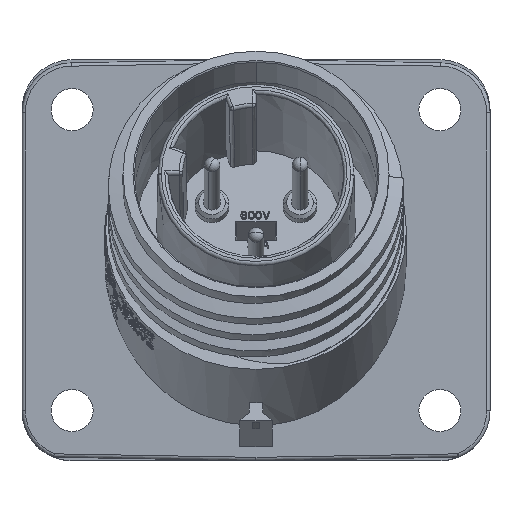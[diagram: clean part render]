
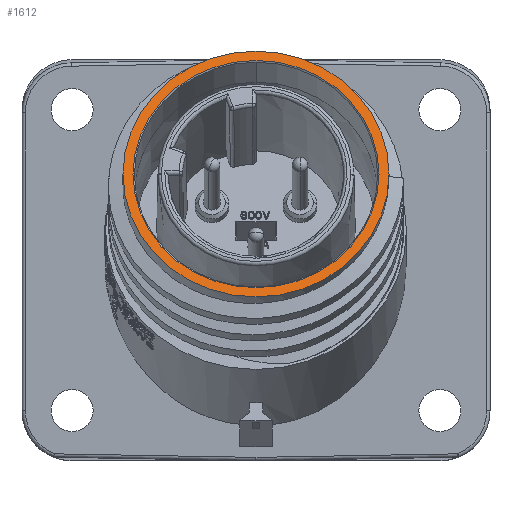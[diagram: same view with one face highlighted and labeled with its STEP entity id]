
A CAD part, top view. The second image highlights one B-rep face of the part: STEP entity #1612.
In plain terms, the highlighted planar face has unit normal (0, 0.383, 0.924).
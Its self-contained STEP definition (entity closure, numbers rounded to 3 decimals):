
#1612=ADVANCED_FACE('',(#6578,#6579),#6580,.T.);
#6578=FACE_OUTER_BOUND('',#15905,.T.);
#6579=FACE_BOUND('',#15906,.T.);
#6580=PLANE('',#15907);
#15905=EDGE_LOOP('',(#33857,#33858));
#15906=EDGE_LOOP('',(#33859,#33860,#33861,#33862));
#15907=AXIS2_PLACEMENT_3D('',#33863,#33864,#33865);
#33857=ORIENTED_EDGE('',*,*,#52463,.T.);
#33858=ORIENTED_EDGE('',*,*,#52466,.T.);
#33859=ORIENTED_EDGE('',*,*,#47074,.T.);
#33860=ORIENTED_EDGE('',*,*,#52467,.T.);
#33861=ORIENTED_EDGE('',*,*,#52468,.T.);
#33862=ORIENTED_EDGE('',*,*,#47079,.T.);
#33863=CARTESIAN_POINT('',(0.0,43.036,19.401));
#33864=DIRECTION('',(0.0,0.383,0.924));
#33865=DIRECTION('',(1.0,-0.0,0.0));
#47074=EDGE_CURVE('',#56090,#56087,#56091,.T.);
#47079=EDGE_CURVE('',#56096,#56090,#56099,.T.);
#52463=EDGE_CURVE('',#65406,#65407,#65408,.T.);
#52466=EDGE_CURVE('',#65407,#65406,#65411,.T.);
#52467=EDGE_CURVE('',#56087,#65412,#65413,.T.);
#52468=EDGE_CURVE('',#65412,#56096,#65414,.T.);
#56087=VERTEX_POINT('',#71317);
#56090=VERTEX_POINT('',#71321);
#56091=CIRCLE('',#71322,18.4);
#56096=VERTEX_POINT('',#71328);
#56099=CIRCLE('',#71332,18.4);
#65406=VERTEX_POINT('',#89719);
#65407=VERTEX_POINT('',#89720);
#65408=CIRCLE('',#89721,19.9);
#65411=CIRCLE('',#89726,19.9);
#65412=VERTEX_POINT('',#89727);
#65413=CIRCLE('',#89728,18.4);
#65414=CIRCLE('',#89729,18.4);
#71317=CARTESIAN_POINT('',(-18.4,12.82,31.918));
#71321=CARTESIAN_POINT('',(0.,-4.179,38.959));
#71322=AXIS2_PLACEMENT_3D('',#100589,#100590,#100591);
#71328=CARTESIAN_POINT('',(18.4,12.82,31.918));
#71332=AXIS2_PLACEMENT_3D('',#100600,#100601,#100602);
#89719=CARTESIAN_POINT('',(19.9,12.82,31.918));
#89720=CARTESIAN_POINT('',(-19.9,12.82,31.918));
#89721=AXIS2_PLACEMENT_3D('',#106401,#106402,#106403);
#89726=AXIS2_PLACEMENT_3D('',#106406,#106407,#106408);
#89727=CARTESIAN_POINT('',(0.,29.819,24.876));
#89728=AXIS2_PLACEMENT_3D('',#106409,#106410,#106411);
#89729=AXIS2_PLACEMENT_3D('',#106412,#106413,#106414);
#100589=CARTESIAN_POINT('',(0.,12.82,31.918));
#100590=DIRECTION('',(0.0,-0.383,-0.924));
#100591=DIRECTION('',(0.0,-0.924,0.383));
#100600=CARTESIAN_POINT('',(0.,12.82,31.918));
#100601=DIRECTION('',(0.0,-0.383,-0.924));
#100602=DIRECTION('',(0.0,0.924,-0.383));
#106401=CARTESIAN_POINT('',(0.0,12.82,31.918));
#106402=DIRECTION('',(-0.0,0.383,0.924));
#106403=DIRECTION('',(1.0,0.0,0.0));
#106406=CARTESIAN_POINT('',(0.0,12.82,31.918));
#106407=DIRECTION('',(0.0,0.383,0.924));
#106408=DIRECTION('',(-1.0,0.0,0.0));
#106409=CARTESIAN_POINT('',(0.,12.82,31.918));
#106410=DIRECTION('',(0.0,-0.383,-0.924));
#106411=DIRECTION('',(0.0,-0.924,0.383));
#106412=CARTESIAN_POINT('',(0.,12.82,31.918));
#106413=DIRECTION('',(0.0,-0.383,-0.924));
#106414=DIRECTION('',(0.0,0.924,-0.383));
